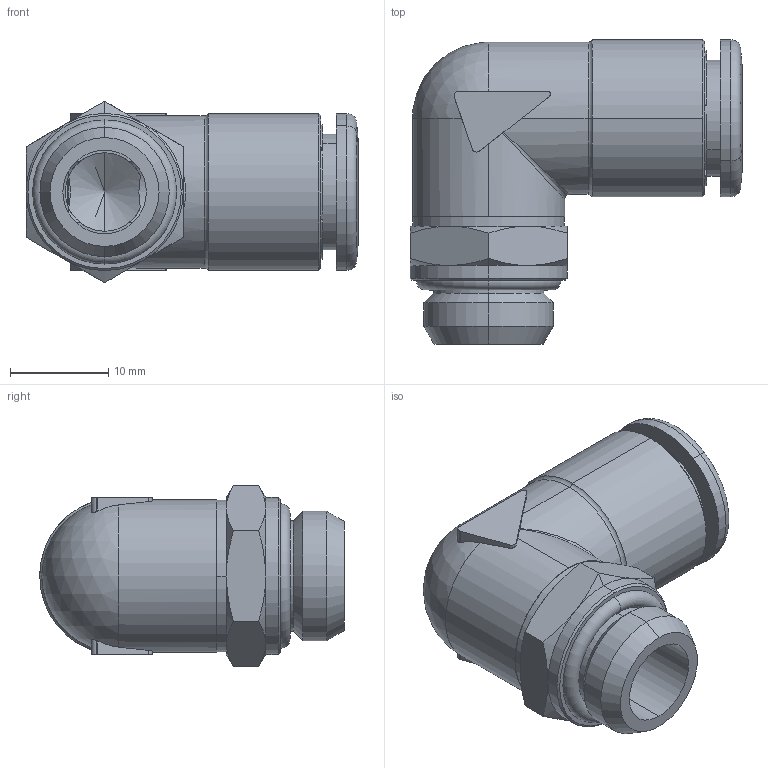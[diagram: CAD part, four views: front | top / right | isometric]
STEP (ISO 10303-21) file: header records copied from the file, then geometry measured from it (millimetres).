
FILE_DESCRIPTION (( 'STEP AP203' ), '1' );
FILE_NAME ('OTRL10G03.STEP', '2023-08-04T12:47:39', ( '' ), ( '' ), 'SwSTEP 2.0', 'SolidWorks 2023', '' );
FILE_SCHEMA (( 'CONFIG_CONTROL_DESIGN' ));
Length unit declared in the file: millimetre
Products named in the file (1): OTRL10G03
Bounding box: 33.8 x 31 x 18.48 mm (x, y, z)
Volume: 5416.6 mm3; surface area: 4455.3 mm2
Topology: 1 solids, 1 shells, 152 faces, 364 edges, 226 vertices
Faces by surface type: cylinder 59, plane 43, cone 31, torus 17, sphere 1, bspline 1
Entity records: 4969 total; most frequent: CARTESIAN_POINT 1399, DIRECTION 751, ORIENTED_EDGE 720, EDGE_CURVE 360, AXIS2_PLACEMENT_3D 310, VERTEX_POINT 226, EDGE_LOOP 170, CIRCLE 158
